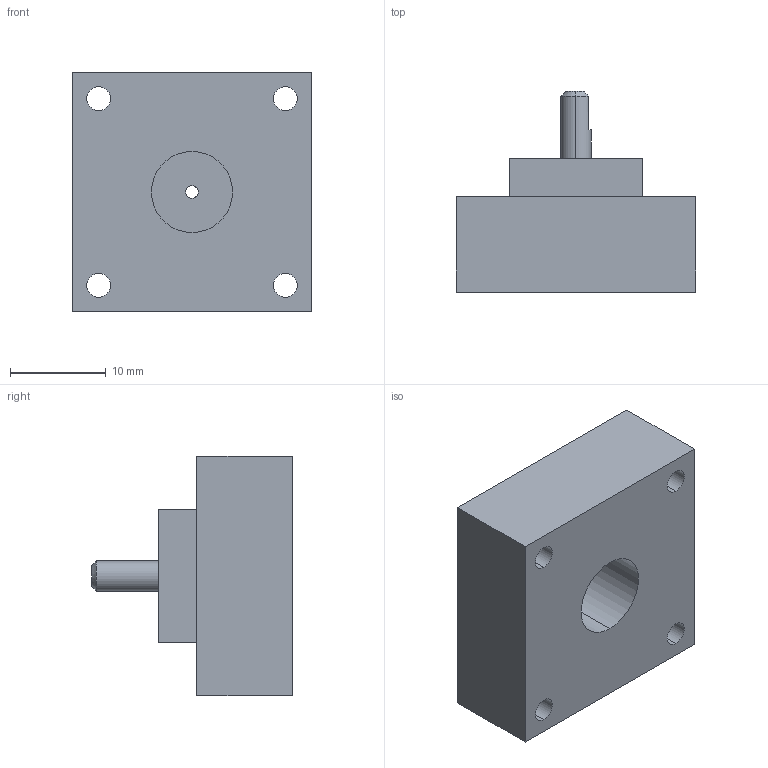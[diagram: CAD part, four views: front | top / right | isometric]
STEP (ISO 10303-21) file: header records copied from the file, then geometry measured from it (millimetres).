
FILE_DESCRIPTION (( 'STEP AP214' ), '1' );
FILE_NAME ('paint port v4.STEP', '2025-09-23T21:39:38', ( '' ), ( '' ), 'SwSTEP 2.0', 'SolidWorks 2025', '' );
FILE_SCHEMA (( 'AUTOMOTIVE_DESIGN' ));
Length unit declared in the file: millimetre
Products named in the file (1): paint port v4
Bounding box: 25 x 21 x 25 mm (x, y, z)
Volume: 6323 mm3; surface area: 3117.3 mm2
Topology: 1 solids, 1 shells, 34 faces, 88 edges, 58 vertices
Faces by surface type: cylinder 17, plane 14, cone 3
Entity records: 1104 total; most frequent: DIRECTION 195, CARTESIAN_POINT 192, ORIENTED_EDGE 176, EDGE_CURVE 88, AXIS2_PLACEMENT_3D 75, VERTEX_POINT 58, EDGE_LOOP 46, LINE 45
